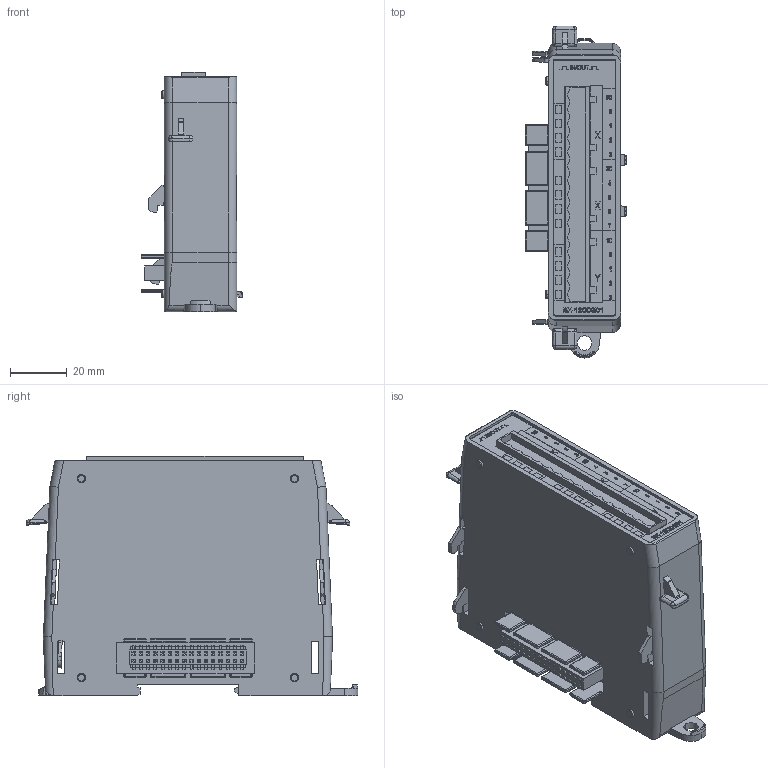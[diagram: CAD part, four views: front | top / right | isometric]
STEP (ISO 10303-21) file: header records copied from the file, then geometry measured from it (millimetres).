
FILE_DESCRIPTION (( 'STEP AP214' ), '1' );
FILE_NAME ('BX-12CD3D1.STEP', '2020-03-23T23:05:58', ( '' ), ( '' ), 'SwSTEP 2.0', 'SolidWorks 2017', '' );
FILE_SCHEMA (( 'AUTOMOTIVE_DESIGN' ));
Length unit declared in the file: inch
Products named in the file (1): BX-12CD3D1
Bounding box: 35.62 x 116.5 x 84.09 mm (x, y, z)
Volume: 190041 mm3; surface area: 46959.8 mm2
Topology: 15 solids, 24 shells, 3766 faces, 9853 edges, 6259 vertices
Faces by surface type: plane 2663, cylinder 573, bspline 400, torus 71, cone 35, sphere 24
Entity records: 185402 total; most frequent: CARTESIAN_POINT 47404, ORIENTED_EDGE 19678, DIRECTION 15914, EDGE_CURVE 9839, VECTOR 7682, LINE 7682, VERTEX_POINT 6257, EDGE_LOOP 4178
